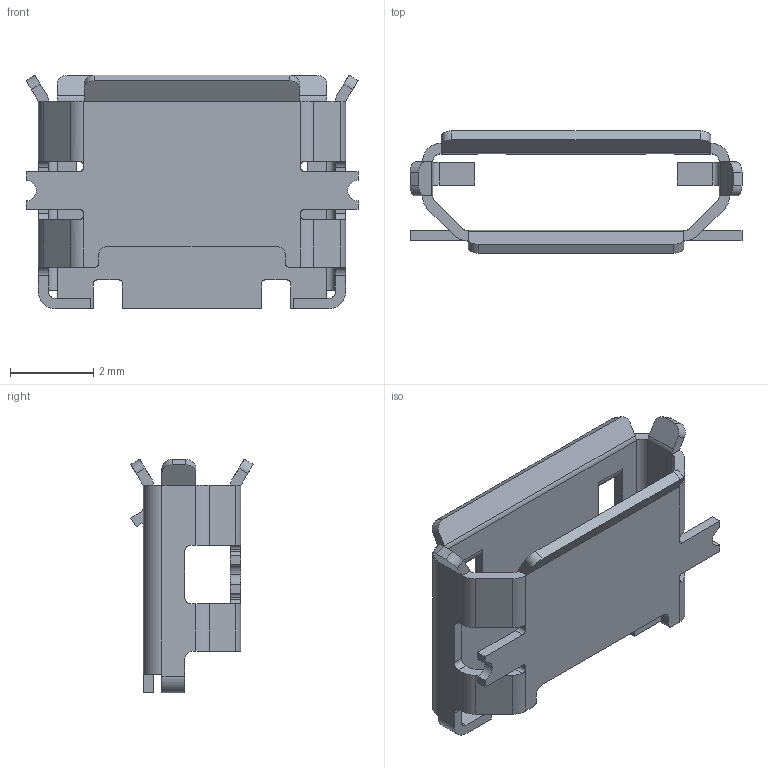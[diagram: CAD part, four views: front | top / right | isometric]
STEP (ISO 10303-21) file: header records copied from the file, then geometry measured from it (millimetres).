
FILE_DESCRIPTION (( 'STEP AP203' ), '1' );
FILE_NAME ('micro usb shell.step', '2019-10-07T21:32:36', ( '' ), ( '' ), 'SwSTEP 2.0', 'SolidWorks 2017', '' );
FILE_SCHEMA (( 'CONFIG_CONTROL_DESIGN' ));
Length unit declared in the file: millimetre
Products named in the file (1): micro usb shell
Bounding box: 8 x 2.95 x 5.63 mm (x, y, z)
Volume: 19.7 mm3; surface area: 177.1 mm2
Topology: 1 solids, 1 shells, 171 faces, 481 edges, 306 vertices
Faces by surface type: plane 102, cylinder 69
Entity records: 5635 total; most frequent: CARTESIAN_POINT 1039, ORIENTED_EDGE 962, DIRECTION 948, EDGE_CURVE 481, LINE 342, VECTOR 342, VERTEX_POINT 306, AXIS2_PLACEMENT_3D 303
